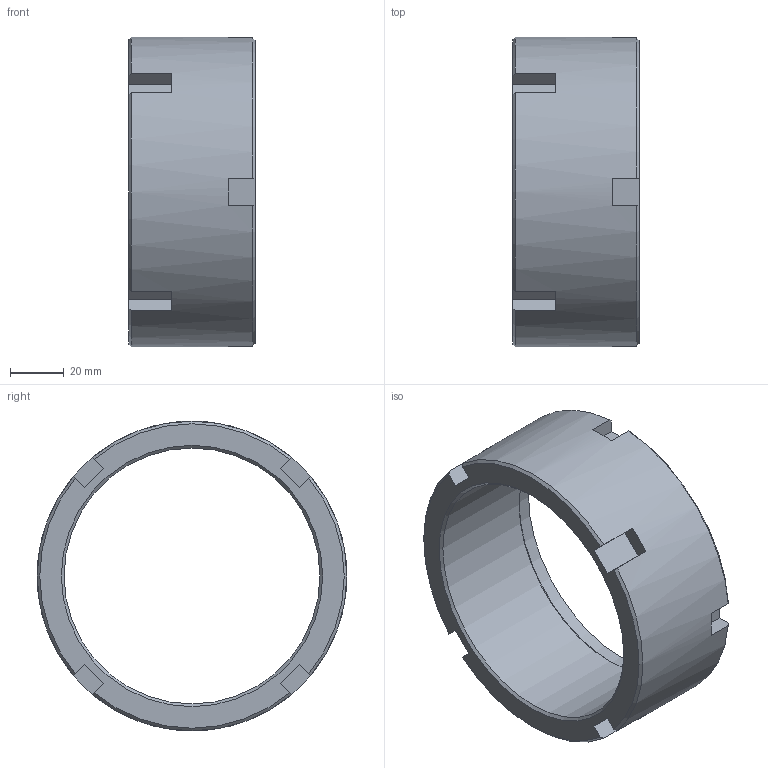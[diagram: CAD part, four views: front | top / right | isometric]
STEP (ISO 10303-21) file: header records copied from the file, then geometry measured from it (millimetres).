
FILE_DESCRIPTION(('STEP AP242'), '1');
FILE_NAME('10. Ãàéêà ðîòîðà (äëÿ ôèêñàöèè ïåðåäíåé çàùèòíîé ðóáàøêè)', '', ('UNSPECIFIED'), ('UNSPECIFIED'), 'C3D Converter', 'C3D Toolkit', '');
FILE_SCHEMA(('AP242_MANAGED_MODEL_BASED_3D_ENGINEERING_MIM_LF { 1 0 10303 442 1 1 4 }'));
Length unit declared in the file: millimetre
Bounding box: 47 x 115 x 115 mm (x, y, z)
Volume: 146745.4 mm3; surface area: 38103.6 mm2
Topology: 1 solids, 1 shells, 47 faces, 132 edges, 87 vertices
Faces by surface type: plane 34, cone 10, cylinder 3
Full cylindrical faces by diameter (mm): 95 x1, 97 x1, 115 x1
Entity records: 1988 total; most frequent: CARTESIAN_POINT 374, ORIENTED_EDGE 254, DIRECTION 238, EDGE_CURVE 127, VERTEX_POINT 87, LINE 80, VECTOR 80, AXIS2_PLACEMENT_3D 79
